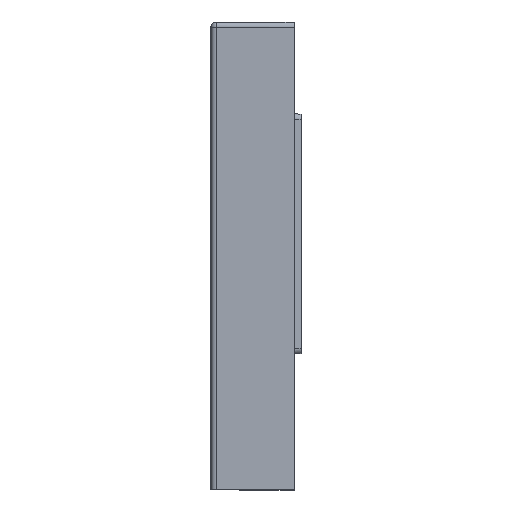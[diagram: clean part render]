
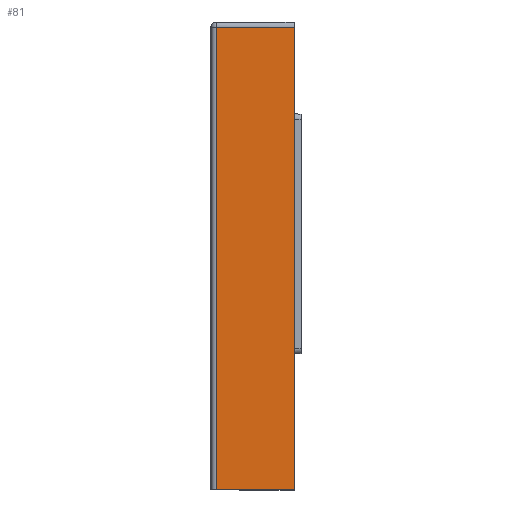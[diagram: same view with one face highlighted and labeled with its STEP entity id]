
A CAD part, left-side view. The second image highlights one B-rep face of the part: STEP entity #81.
In plain terms, the highlighted planar face has unit normal (-1, 0.018, 0).
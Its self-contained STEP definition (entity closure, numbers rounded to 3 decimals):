
#3 = DIRECTION ( 'NONE',  ( 0., 0., 1. ) ) ;
#81 = ADVANCED_FACE ( 'NONE', ( #4598 ), #785, .F. ) ;
#103 = EDGE_CURVE ( 'NONE', #1138, #5191, #5075, .T. ) ;
#390 = DIRECTION ( 'NONE',  ( 0.017, 1., 0. ) ) ;
#494 = DIRECTION ( 'NONE',  ( 0., 0., -1. ) ) ;
#516 = VECTOR ( 'NONE', #3, 1000. ) ;
#526 = CARTESIAN_POINT ( 'NONE',  ( -500., 0., 190. ) ) ;
#785 = PLANE ( 'NONE',  #1134 ) ;
#1134 = AXIS2_PLACEMENT_3D ( 'NONE', #2465, #4184, #390 ) ;
#1138 = VERTEX_POINT ( 'NONE', #526 ) ;
#1164 = VERTEX_POINT ( 'NONE', #2384 ) ;
#1209 = VECTOR ( 'NONE', #2933, 1000. ) ;
#1235 = CARTESIAN_POINT ( 'NONE',  ( -498.604, 80., 190. ) ) ;
#1351 = CARTESIAN_POINT ( 'NONE',  ( -498.689, 75.087, 190. ) ) ;
#1435 = ORIENTED_EDGE ( 'NONE', *, *, #103, .T. ) ;
#1587 = LINE ( 'NONE', #3279, #4347 ) ;
#1856 = EDGE_LOOP ( 'NONE', ( #2402, #1435, #1960, #3125 ) ) ;
#1925 = VERTEX_POINT ( 'NONE', #5216 ) ;
#1960 = ORIENTED_EDGE ( 'NONE', *, *, #2196, .T. ) ;
#2071 = LINE ( 'NONE', #3769, #516 ) ;
#2196 = EDGE_CURVE ( 'NONE', #5191, #1925, #2575, .T. ) ;
#2384 = CARTESIAN_POINT ( 'NONE',  ( -500., 0., -255. ) ) ;
#2402 = ORIENTED_EDGE ( 'NONE', *, *, #4953, .T. ) ;
#2465 = CARTESIAN_POINT ( 'NONE',  ( -500., 0., -429.591 ) ) ;
#2575 = LINE ( 'NONE', #4298, #4081 ) ;
#2933 = DIRECTION ( 'NONE',  ( 0.017, 1., 0. ) ) ;
#3125 = ORIENTED_EDGE ( 'NONE', *, *, #3452, .T. ) ;
#3279 = CARTESIAN_POINT ( 'NONE',  ( -500.117, -6.698, -255. ) ) ;
#3452 = EDGE_CURVE ( 'NONE', #1925, #1164, #1587, .T. ) ;
#3769 = CARTESIAN_POINT ( 'NONE',  ( -500., 0., 0. ) ) ;
#4081 = VECTOR ( 'NONE', #494, 1000. ) ;
#4184 = DIRECTION ( 'NONE',  ( 1., -0.017, 0. ) ) ;
#4298 = CARTESIAN_POINT ( 'NONE',  ( -498.689, 75.087, -255. ) ) ;
#4347 = VECTOR ( 'NONE', #5000, 1000. ) ;
#4598 = FACE_OUTER_BOUND ( 'NONE', #1856, .T. ) ;
#4953 = EDGE_CURVE ( 'NONE', #1164, #1138, #2071, .T. ) ;
#5000 = DIRECTION ( 'NONE',  ( -0.017, -1., 0. ) ) ;
#5075 = LINE ( 'NONE', #1235, #1209 ) ;
#5191 = VERTEX_POINT ( 'NONE', #1351 ) ;
#5216 = CARTESIAN_POINT ( 'NONE',  ( -498.689, 75.087, -255. ) ) ;
